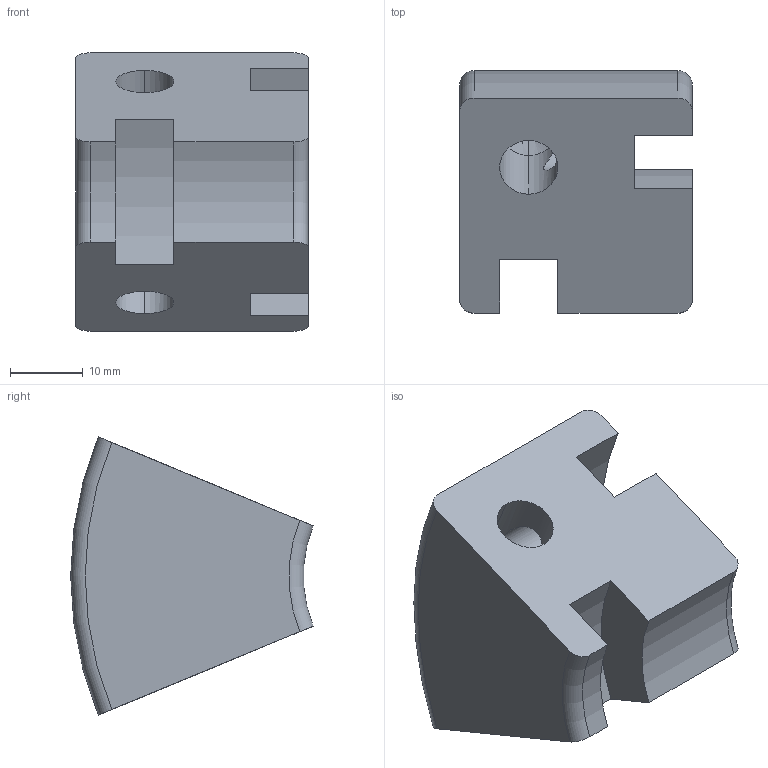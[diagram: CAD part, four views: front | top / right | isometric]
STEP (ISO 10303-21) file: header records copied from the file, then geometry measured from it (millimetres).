
FILE_DESCRIPTION (( 'STEP AP203' ), '1' );
FILE_NAME ('084.304.002.STEP', '2013-01-25T13:01:17', ( 'Alusic' ), ( 'Alusic' ), 'SwSTEP 2.0', 'SolidWorks 2011', '' );
FILE_SCHEMA (( 'CONFIG_CONTROL_DESIGN' ));
Length unit declared in the file: millimetre
Products named in the file (1): 084.304.002
Bounding box: 32 x 33.37 x 38.27 mm (x, y, z)
Volume: 21791.6 mm3; surface area: 7018.9 mm2
Topology: 1 solids, 1 shells, 36 faces, 96 edges, 59 vertices
Faces by surface type: cylinder 18, plane 8, cone 6, torus 4
Entity records: 1367 total; most frequent: CARTESIAN_POINT 406, DIRECTION 190, ORIENTED_EDGE 180, EDGE_CURVE 90, AXIS2_PLACEMENT_3D 75, VERTEX_POINT 59, EDGE_LOOP 43, VECTOR 40
